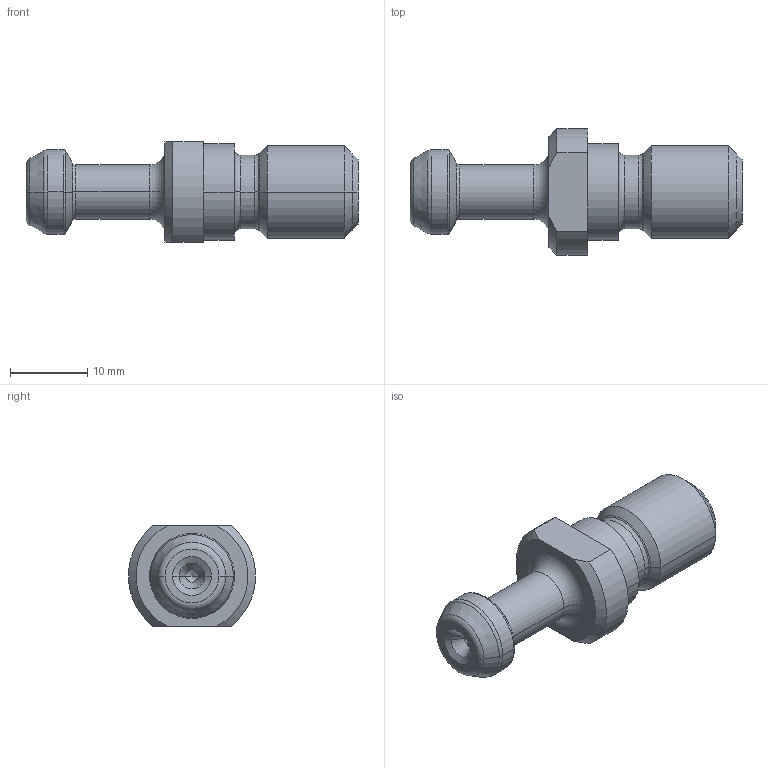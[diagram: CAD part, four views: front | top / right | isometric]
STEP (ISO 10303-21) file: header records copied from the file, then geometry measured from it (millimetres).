
FILE_DESCRIPTION((''),'2;1');
FILE_NAME('88-604-30','2012-04-13T',('mei'),(''),'PRO/ENGINEER BY PARAMETRIC TECHNOLOGY CORPORATION, 2010430','PRO/ENGINEER BY PARAMETRIC TECHNOLOGY CORPORATION, 2010430','');
FILE_SCHEMA(('CONFIG_CONTROL_DESIGN'));
Length unit declared in the file: millimetre
Products named in the file (1): 88-604-30
Bounding box: 43 x 16.44 x 13 mm (x, y, z)
Volume: 3983 mm3; surface area: 2229.5 mm2
Topology: 1 solids, 2 shells, 53 faces, 112 edges, 63 vertices
Faces by surface type: cylinder 16, cone 16, torus 14, plane 7
Entity records: 1462 total; most frequent: DIRECTION 284, CARTESIAN_POINT 247, ORIENTED_EDGE 216, AXIS2_PLACEMENT_3D 124, EDGE_CURVE 110, CIRCLE 70, VERTEX_POINT 63, EDGE_LOOP 57
